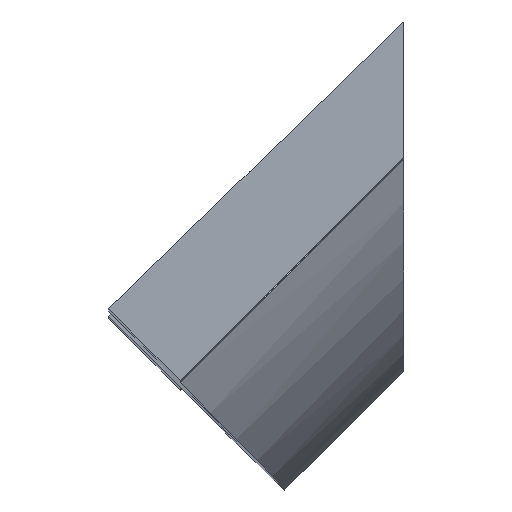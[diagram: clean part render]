
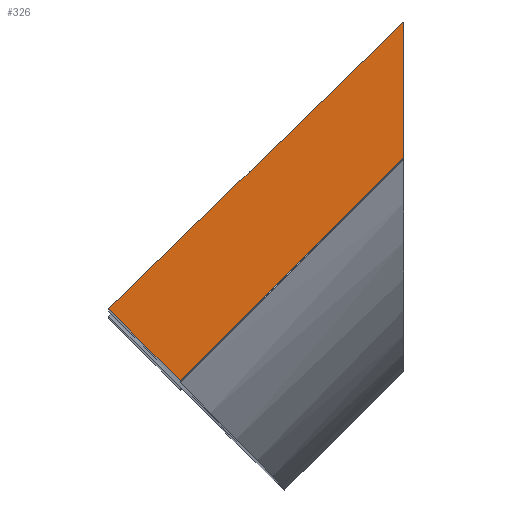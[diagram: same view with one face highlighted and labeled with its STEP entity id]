
A CAD part, top view. The second image highlights one B-rep face of the part: STEP entity #326.
In plain terms, the highlighted planar face has unit normal (0, 0.008, 1).
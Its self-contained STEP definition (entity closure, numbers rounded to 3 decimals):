
#32=PLANE('',#370);
#47=FACE_OUTER_BOUND('',#65,.T.);
#65=EDGE_LOOP('',(#262,#263,#264,#265));
#99=LINE('',#543,#127);
#105=LINE('',#558,#133);
#106=LINE('',#560,#134);
#107=LINE('',#561,#135);
#127=VECTOR('',#438,10.);
#133=VECTOR('',#452,10.);
#134=VECTOR('',#453,10.);
#135=VECTOR('',#454,10.);
#160=VERTEX_POINT('',#528);
#167=VERTEX_POINT('',#541);
#172=VERTEX_POINT('',#557);
#173=VERTEX_POINT('',#559);
#200=EDGE_CURVE('',#160,#167,#99,.T.);
#207=EDGE_CURVE('',#172,#167,#105,.T.);
#208=EDGE_CURVE('',#173,#172,#106,.T.);
#209=EDGE_CURVE('',#160,#173,#107,.T.);
#262=ORIENTED_EDGE('',*,*,#200,.T.);
#263=ORIENTED_EDGE('',*,*,#207,.F.);
#264=ORIENTED_EDGE('',*,*,#208,.F.);
#265=ORIENTED_EDGE('',*,*,#209,.F.);
#326=ADVANCED_FACE('',(#47),#32,.T.);
#370=AXIS2_PLACEMENT_3D('',#556,#450,#451);
#438=DIRECTION('',(0.,1.,-0.008));
#450=DIRECTION('center_axis',(0.,0.008,1.));
#451=DIRECTION('ref_axis',(-1.,0.,0.));
#452=DIRECTION('',(0.717,0.697,-0.006));
#453=DIRECTION('',(-0.707,0.707,-0.006));
#454=DIRECTION('',(-0.707,-0.707,0.006));
#528=CARTESIAN_POINT('',(22.149,-65.97,64.288));
#541=CARTESIAN_POINT('',(22.149,-61.97,64.256));
#543=CARTESIAN_POINT('',(22.149,-65.452,64.284));
#556=CARTESIAN_POINT('Origin',(65.972,-61.97,64.256));
#557=CARTESIAN_POINT('',(13.421,-70.455,64.324));
#558=CARTESIAN_POINT('',(29.049,-55.262,64.202));
#559=CARTESIAN_POINT('',(15.542,-72.577,64.341));
#560=CARTESIAN_POINT('',(12.405,-69.44,64.316));
#561=CARTESIAN_POINT('',(18.636,-69.483,64.317));
